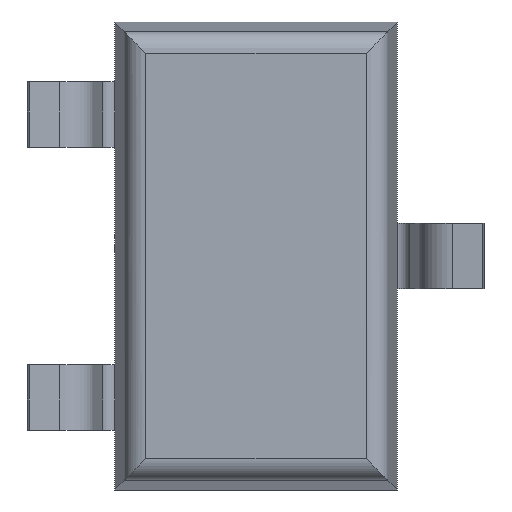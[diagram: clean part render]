
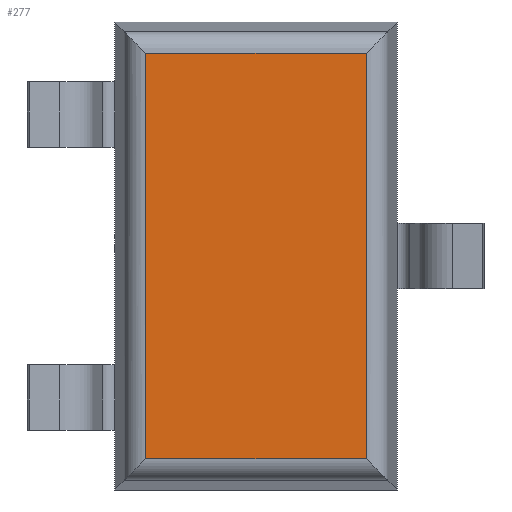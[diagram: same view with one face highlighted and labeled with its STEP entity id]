
A CAD part, front view. The second image highlights one B-rep face of the part: STEP entity #277.
In plain terms, the highlighted planar face has unit normal (0, -1, 0).
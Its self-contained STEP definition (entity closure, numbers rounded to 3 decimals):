
#277 = ADVANCED_FACE('',(#278),#312,.T.);
#278 = FACE_BOUND('',#279,.T.);
#279 = EDGE_LOOP('',(#280,#290,#298,#306));
#280 = ORIENTED_EDGE('',*,*,#281,.T.);
#281 = EDGE_CURVE('',#282,#284,#286,.T.);
#282 = VERTEX_POINT('',#283);
#283 = CARTESIAN_POINT('',(0.506,0.1,0.931));
#284 = VERTEX_POINT('',#285);
#285 = CARTESIAN_POINT('',(-0.506,0.1,0.931));
#286 = LINE('',#287,#288);
#287 = CARTESIAN_POINT('',(-0.598,0.1,0.931));
#288 = VECTOR('',#289,1.);
#289 = DIRECTION('',(-1.,0.,0.));
#290 = ORIENTED_EDGE('',*,*,#291,.T.);
#291 = EDGE_CURVE('',#284,#292,#294,.T.);
#292 = VERTEX_POINT('',#293);
#293 = CARTESIAN_POINT('',(-0.506,0.1,-0.931));
#294 = LINE('',#295,#296);
#295 = CARTESIAN_POINT('',(-0.506,0.1,-1.023));
#296 = VECTOR('',#297,1.);
#297 = DIRECTION('',(0.,-0.,-1.));
#298 = ORIENTED_EDGE('',*,*,#299,.T.);
#299 = EDGE_CURVE('',#292,#300,#302,.T.);
#300 = VERTEX_POINT('',#301);
#301 = CARTESIAN_POINT('',(0.506,0.1,-0.931));
#302 = LINE('',#303,#304);
#303 = CARTESIAN_POINT('',(0.598,0.1,-0.931));
#304 = VECTOR('',#305,1.);
#305 = DIRECTION('',(1.,0.,0.));
#306 = ORIENTED_EDGE('',*,*,#307,.T.);
#307 = EDGE_CURVE('',#300,#282,#308,.T.);
#308 = LINE('',#309,#310);
#309 = CARTESIAN_POINT('',(0.506,0.1,1.023));
#310 = VECTOR('',#311,1.);
#311 = DIRECTION('',(0.,0.,1.));
#312 = PLANE('',#313);
#313 = AXIS2_PLACEMENT_3D('',#314,#315,#316);
#314 = CARTESIAN_POINT('',(0.,0.1,0.));
#315 = DIRECTION('',(0.,-1.,0.));
#316 = DIRECTION('',(0.,0.,-1.));
